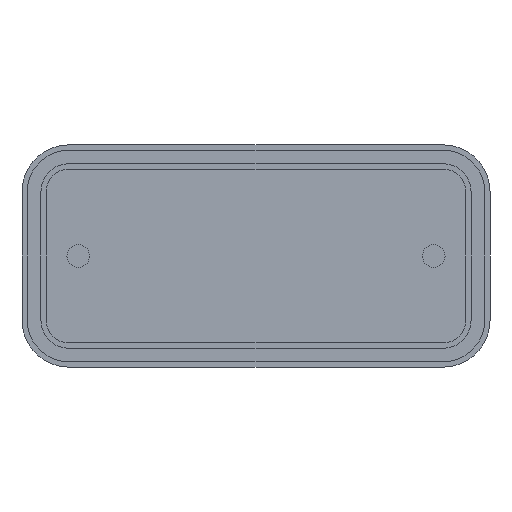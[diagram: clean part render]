
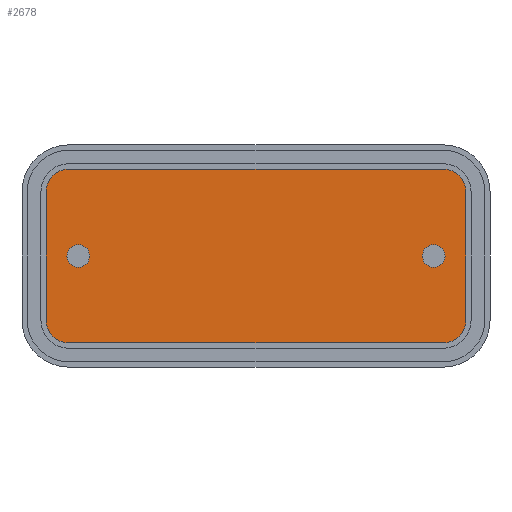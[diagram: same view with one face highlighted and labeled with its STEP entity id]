
A CAD part, front view. The second image highlights one B-rep face of the part: STEP entity #2678.
In plain terms, the highlighted planar face has unit normal (0, -1, 0).
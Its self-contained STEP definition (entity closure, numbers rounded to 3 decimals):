
#37=FACE_BOUND('',#365,.T.);
#38=FACE_BOUND('',#366,.T.);
#103=PLANE('',#2916);
#197=FACE_OUTER_BOUND('',#364,.T.);
#364=EDGE_LOOP('',(#2000,#2001,#2002,#2003,#2004,#2005,#2006,#2007));
#365=EDGE_LOOP('',(#2008));
#366=EDGE_LOOP('',(#2009));
#544=LINE('',#4389,#767);
#549=LINE('',#4403,#772);
#553=LINE('',#4415,#776);
#557=LINE('',#4427,#780);
#767=VECTOR('',#3387,10.);
#772=VECTOR('',#3400,10.);
#776=VECTOR('',#3412,10.);
#780=VECTOR('',#3424,10.);
#926=CIRCLE('',#2810,1.5);
#928=CIRCLE('',#2814,1.5);
#972=CIRCLE('',#2902,3.);
#974=CIRCLE('',#2906,3.);
#976=CIRCLE('',#2910,3.);
#978=CIRCLE('',#2914,3.);
#1085=VERTEX_POINT('',#4015);
#1087=VERTEX_POINT('',#4022);
#1164=VERTEX_POINT('',#4387);
#1165=VERTEX_POINT('',#4388);
#1168=VERTEX_POINT('',#4396);
#1170=VERTEX_POINT('',#4402);
#1172=VERTEX_POINT('',#4408);
#1174=VERTEX_POINT('',#4414);
#1176=VERTEX_POINT('',#4420);
#1178=VERTEX_POINT('',#4426);
#1338=EDGE_CURVE('',#1085,#1085,#926,.T.);
#1341=EDGE_CURVE('',#1087,#1087,#928,.T.);
#1456=EDGE_CURVE('',#1164,#1165,#544,.T.);
#1460=EDGE_CURVE('',#1165,#1168,#972,.T.);
#1463=EDGE_CURVE('',#1168,#1170,#549,.T.);
#1466=EDGE_CURVE('',#1170,#1172,#974,.T.);
#1469=EDGE_CURVE('',#1172,#1174,#553,.T.);
#1472=EDGE_CURVE('',#1174,#1176,#976,.T.);
#1475=EDGE_CURVE('',#1176,#1178,#557,.T.);
#1478=EDGE_CURVE('',#1178,#1164,#978,.T.);
#2000=ORIENTED_EDGE('',*,*,#1456,.T.);
#2001=ORIENTED_EDGE('',*,*,#1460,.T.);
#2002=ORIENTED_EDGE('',*,*,#1463,.T.);
#2003=ORIENTED_EDGE('',*,*,#1466,.T.);
#2004=ORIENTED_EDGE('',*,*,#1469,.T.);
#2005=ORIENTED_EDGE('',*,*,#1472,.T.);
#2006=ORIENTED_EDGE('',*,*,#1475,.T.);
#2007=ORIENTED_EDGE('',*,*,#1478,.T.);
#2008=ORIENTED_EDGE('',*,*,#1338,.T.);
#2009=ORIENTED_EDGE('',*,*,#1341,.T.);
#2678=ADVANCED_FACE('',(#197,#37,#38),#103,.F.);
#2810=AXIS2_PLACEMENT_3D('',#4017,#3141,#3142);
#2814=AXIS2_PLACEMENT_3D('',#4024,#3150,#3151);
#2902=AXIS2_PLACEMENT_3D('',#4397,#3393,#3394);
#2906=AXIS2_PLACEMENT_3D('',#4409,#3405,#3406);
#2910=AXIS2_PLACEMENT_3D('',#4421,#3417,#3418);
#2914=AXIS2_PLACEMENT_3D('',#4432,#3429,#3430);
#2916=AXIS2_PLACEMENT_3D('',#4434,#3433,#3434);
#3141=DIRECTION('center_axis',(0.,1.,0.));
#3142=DIRECTION('ref_axis',(-1.,0.,0.));
#3150=DIRECTION('center_axis',(0.,1.,0.));
#3151=DIRECTION('ref_axis',(-1.,0.,0.));
#3387=DIRECTION('',(1.,0.,0.));
#3393=DIRECTION('center_axis',(0.,-1.,0.));
#3394=DIRECTION('ref_axis',(0.,0.,
-1.));
#3400=DIRECTION('',(0.,0.,1.));
#3405=DIRECTION('center_axis',(0.,-1.,0.));
#3406=DIRECTION('ref_axis',(1.,0.,0.));
#3412=DIRECTION('',(-1.,0.,0.));
#3417=DIRECTION('center_axis',(0.,-1.,0.));
#3418=DIRECTION('ref_axis',(0.,0.,
1.));
#3424=DIRECTION('',(0.,0.,-1.));
#3429=DIRECTION('center_axis',(0.,-1.,0.));
#3430=DIRECTION('ref_axis',(-1.,0.,0.));
#3433=DIRECTION('center_axis',(0.,1.,0.));
#3434=DIRECTION('ref_axis',(0.,0.,1.));
#4015=CARTESIAN_POINT('',(25.,1.5,13.));
#4017=CARTESIAN_POINT('Origin',(23.5,1.5,13.));
#4022=CARTESIAN_POINT('',(-22.,1.5,13.));
#4024=CARTESIAN_POINT('Origin',(-23.5,1.5,13.));
#4387=CARTESIAN_POINT('',(-24.75,1.5,1.5));
#4388=CARTESIAN_POINT('',(24.75,1.5,1.5));
#4389=CARTESIAN_POINT('',(-24.75,1.5,1.5));
#4396=CARTESIAN_POINT('',(27.75,1.5,4.5));
#4397=CARTESIAN_POINT('Origin',(24.75,1.5,4.5));
#4402=CARTESIAN_POINT('',(27.75,1.5,21.5));
#4403=CARTESIAN_POINT('',(27.75,1.5,4.5));
#4408=CARTESIAN_POINT('',(24.75,1.5,24.5));
#4409=CARTESIAN_POINT('Origin',(24.75,1.5,21.5));
#4414=CARTESIAN_POINT('',(-24.75,1.5,24.5));
#4415=CARTESIAN_POINT('',(24.75,1.5,24.5));
#4420=CARTESIAN_POINT('',(-27.75,1.5,21.5));
#4421=CARTESIAN_POINT('Origin',(-24.75,1.5,21.5));
#4426=CARTESIAN_POINT('',(-27.75,1.5,4.5));
#4427=CARTESIAN_POINT('',(-27.75,1.5,21.5));
#4432=CARTESIAN_POINT('Origin',(-24.75,1.5,4.5));
#4434=CARTESIAN_POINT('Origin',(0.,1.5,13.));
